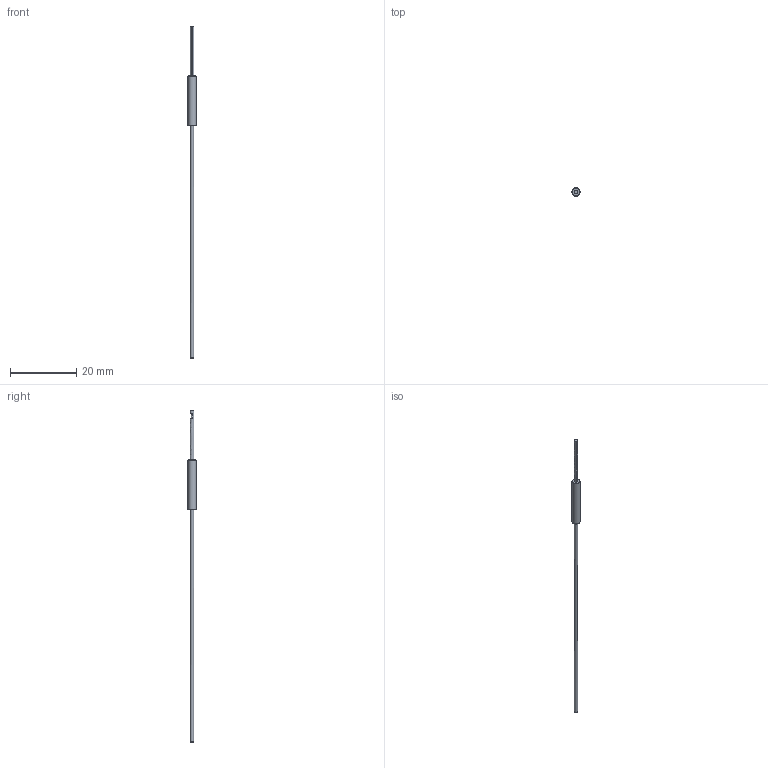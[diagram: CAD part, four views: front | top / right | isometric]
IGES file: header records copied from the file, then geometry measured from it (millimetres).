
Global section: file name: GPF-T026; native system: Autodesk Inventor 2018; preprocessor: unknown; author: Y.U.HONG; date: 20181217.120008; units: millimetre
Bounding box: 2.5 x 2.5 x 100 mm (x, y, z)
Volume: 141.9 mm3; surface area: 399.5 mm2
Topology: 1 solids, 1 shells, 17 faces, 35 edges, 22 vertices
Faces by surface type: bspline 17
